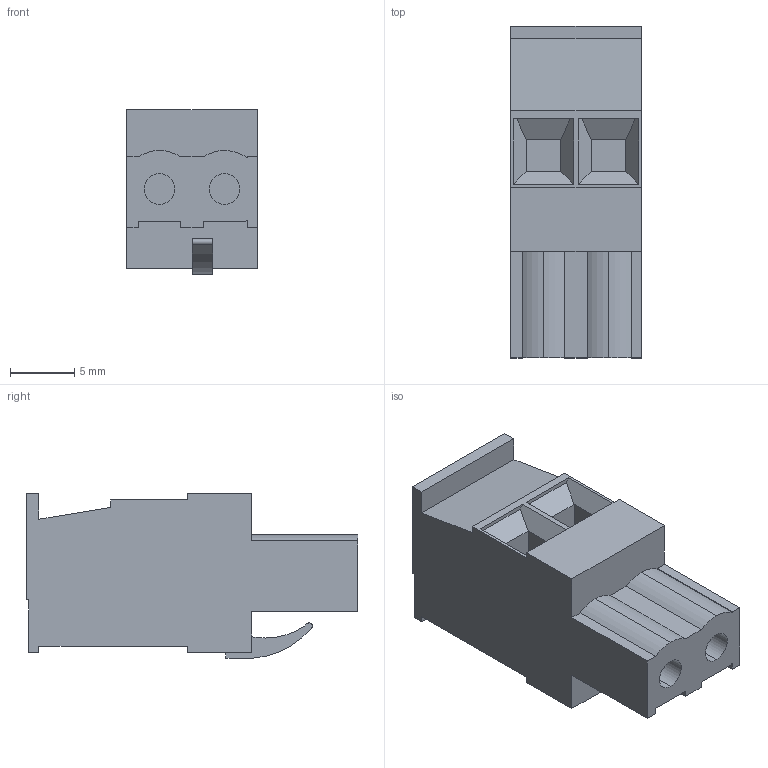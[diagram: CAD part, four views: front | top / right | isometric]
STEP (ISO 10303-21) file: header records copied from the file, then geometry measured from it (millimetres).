
FILE_DESCRIPTION(('STEP AP203'),'1');
FILE_NAME('terminal_ctb922vj_2s.stp','2024-09-04T05:34:27',('TraceParts'),('TraceParts S.A.'),'Spatial InterOp 3D',' ',' ');
FILE_SCHEMA(('CONFIG_CONTROL_DESIGN'));
Length unit declared in the file: millimetre
Products named in the file (1): 1
Bounding box: 10.2 x 25.9 x 12.87 mm (x, y, z)
Volume: 2339.4 mm3; surface area: 1623 mm2
Topology: 1 solids, 1 shells, 94 faces, 244 edges, 160 vertices
Faces by surface type: plane 72, cylinder 22
Entity records: 2900 total; most frequent: CARTESIAN_POINT 499, ORIENTED_EDGE 488, DIRECTION 486, EDGE_CURVE 244, LINE 192, VECTOR 192, VERTEX_POINT 160, AXIS2_PLACEMENT_3D 147
